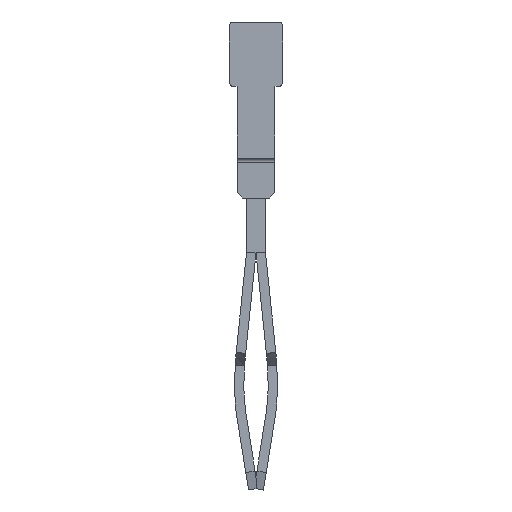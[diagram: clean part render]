
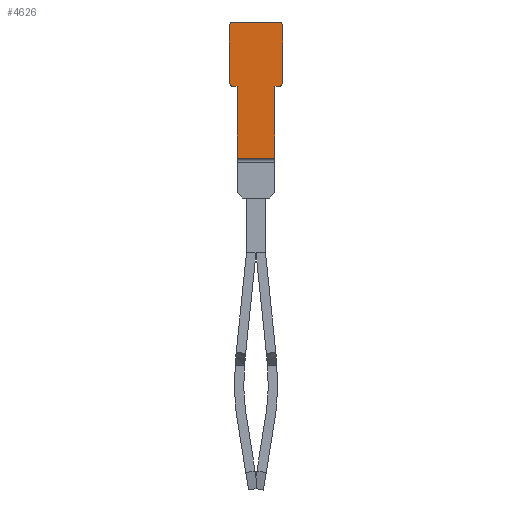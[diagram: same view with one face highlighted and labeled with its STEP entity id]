
A CAD part, left-side view. The second image highlights one B-rep face of the part: STEP entity #4626.
In plain terms, the highlighted planar face has unit normal (-1, 0, 0).
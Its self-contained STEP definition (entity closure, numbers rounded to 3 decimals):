
#2579=AXIS2_PLACEMENT_3D('Circle Axis2P3D',#2577,#2578,$) ;
#2673=AXIS2_PLACEMENT_3D('Circle Axis2P3D',#2671,#2672,$) ;
#2741=AXIS2_PLACEMENT_3D('Circle Axis2P3D',#2739,#2740,$) ;
#2803=AXIS2_PLACEMENT_3D('Circle Axis2P3D',#2801,#2802,$) ;
#4591=AXIS2_PLACEMENT_3D('Plane Axis2P3D',#4588,#4589,#4590) ;
#2558=CARTESIAN_POINT('Vertex',(0.,0.2,21.322)) ;
#2574=CARTESIAN_POINT('Vertex',(0.,0.,21.522)) ;
#2577=CARTESIAN_POINT('Axis2P3D Location',(0.,0.2,21.522)) ;
#2598=CARTESIAN_POINT('Vertex',(0.,0.,24.522)) ;
#2601=CARTESIAN_POINT('Line Origine',(0.,0.,23.022)) ;
#2668=CARTESIAN_POINT('Vertex',(0.,0.2,24.722)) ;
#2671=CARTESIAN_POINT('Axis2P3D Location',(0.,0.2,24.522)) ;
#2699=CARTESIAN_POINT('Vertex',(0.,2.6,24.722)) ;
#2702=CARTESIAN_POINT('Line Origine',(0.,1.4,24.722)) ;
#2736=CARTESIAN_POINT('Vertex',(0.,2.8,24.522)) ;
#2739=CARTESIAN_POINT('Axis2P3D Location',(0.,2.6,24.522)) ;
#2756=CARTESIAN_POINT('Line Origine',(0.,2.8,23.022)) ;
#2760=CARTESIAN_POINT('Vertex',(0.,2.8,21.522)) ;
#2798=CARTESIAN_POINT('Vertex',(0.,2.6,21.322)) ;
#2801=CARTESIAN_POINT('Axis2P3D Location',(0.,2.6,21.522)) ;
#2829=CARTESIAN_POINT('Vertex',(0.,2.4,21.322)) ;
#2832=CARTESIAN_POINT('Line Origine',(0.,2.5,21.322)) ;
#4573=CARTESIAN_POINT('Vertex',(0.,0.4,21.322)) ;
#4576=CARTESIAN_POINT('Line Origine',(0.,0.3,21.322)) ;
#4588=CARTESIAN_POINT('Axis2P3D Location',(0.,1.4,5.622)) ;
#4593=CARTESIAN_POINT('Line Origine',(0.,0.4,19.422)) ;
#4597=CARTESIAN_POINT('Vertex',(0.,0.4,17.522)) ;
#4600=CARTESIAN_POINT('Line Origine',(0.,2.4,19.422)) ;
#4604=CARTESIAN_POINT('Vertex',(0.,2.4,17.522)) ;
#4607=CARTESIAN_POINT('Line Origine',(0.,1.4,17.522)) ;
#2578=DIRECTION('Axis2P3D Direction',(-1.,0.,0.)) ;
#2602=DIRECTION('Vector Direction',(0.,0.,-1.)) ;
#2672=DIRECTION('Axis2P3D Direction',(-1.,0.,0.)) ;
#2703=DIRECTION('Vector Direction',(0.,-1.,0.)) ;
#2740=DIRECTION('Axis2P3D Direction',(-1.,0.,0.)) ;
#2757=DIRECTION('Vector Direction',(0.,0.,1.)) ;
#2802=DIRECTION('Axis2P3D Direction',(-1.,0.,0.)) ;
#2833=DIRECTION('Vector Direction',(0.,1.,0.)) ;
#4577=DIRECTION('Vector Direction',(0.,1.,0.)) ;
#4589=DIRECTION('Axis2P3D Direction',(-1.,0.,0.)) ;
#4590=DIRECTION('Axis2P3D XDirection',(0.,-1.,0.)) ;
#4594=DIRECTION('Vector Direction',(0.,0.,-1.)) ;
#4601=DIRECTION('Vector Direction',(0.,0.,1.)) ;
#4608=DIRECTION('Vector Direction',(0.,-1.,0.)) ;
#2603=VECTOR('Line Direction',#2602,1.) ;
#2704=VECTOR('Line Direction',#2703,1.) ;
#2758=VECTOR('Line Direction',#2757,1.) ;
#2834=VECTOR('Line Direction',#2833,1.) ;
#4578=VECTOR('Line Direction',#4577,1.) ;
#4595=VECTOR('Line Direction',#4594,1.) ;
#4602=VECTOR('Line Direction',#4601,1.) ;
#4609=VECTOR('Line Direction',#4608,1.) ;
#4613=ORIENTED_EDGE('',*,*,#4599,.T.) ;
#4614=ORIENTED_EDGE('',*,*,#4580,.T.) ;
#4615=ORIENTED_EDGE('',*,*,#2581,.T.) ;
#4616=ORIENTED_EDGE('',*,*,#2605,.T.) ;
#4617=ORIENTED_EDGE('',*,*,#2675,.T.) ;
#4618=ORIENTED_EDGE('',*,*,#2706,.T.) ;
#4619=ORIENTED_EDGE('',*,*,#2743,.T.) ;
#4620=ORIENTED_EDGE('',*,*,#2762,.T.) ;
#4621=ORIENTED_EDGE('',*,*,#2805,.T.) ;
#4622=ORIENTED_EDGE('',*,*,#2836,.T.) ;
#4623=ORIENTED_EDGE('',*,*,#4606,.T.) ;
#4624=ORIENTED_EDGE('',*,*,#4611,.F.) ;
#4626=ADVANCED_FACE('58451_ZQV_2-5N_KU',(#4625),#4592,.T.) ;
#2580=CIRCLE('generated circle',#2579,0.2) ;
#2674=CIRCLE('generated circle',#2673,0.2) ;
#2742=CIRCLE('generated circle',#2741,0.2) ;
#2804=CIRCLE('generated circle',#2803,0.2) ;
#2581=EDGE_CURVE('',#2559,#2575,#2580,.T.) ;
#2605=EDGE_CURVE('',#2575,#2599,#2604,.F.) ;
#2675=EDGE_CURVE('',#2599,#2669,#2674,.T.) ;
#2706=EDGE_CURVE('',#2669,#2700,#2705,.F.) ;
#2743=EDGE_CURVE('',#2700,#2737,#2742,.T.) ;
#2762=EDGE_CURVE('',#2737,#2761,#2759,.F.) ;
#2805=EDGE_CURVE('',#2761,#2799,#2804,.T.) ;
#2836=EDGE_CURVE('',#2799,#2830,#2835,.F.) ;
#4580=EDGE_CURVE('',#4574,#2559,#4579,.F.) ;
#4599=EDGE_CURVE('',#4598,#4574,#4596,.F.) ;
#4606=EDGE_CURVE('',#2830,#4605,#4603,.F.) ;
#4611=EDGE_CURVE('',#4598,#4605,#4610,.F.) ;
#4612=EDGE_LOOP('',(#4613,#4614,#4615,#4616,#4617,#4618,#4619,#4620,#4621,#4622,#4623,#4624)) ;
#4625=FACE_OUTER_BOUND('',#4612,.T.) ;
#2604=LINE('Line',#2601,#2603) ;
#2705=LINE('Line',#2702,#2704) ;
#2759=LINE('Line',#2756,#2758) ;
#2835=LINE('Line',#2832,#2834) ;
#4579=LINE('Line',#4576,#4578) ;
#4596=LINE('Line',#4593,#4595) ;
#4603=LINE('Line',#4600,#4602) ;
#4610=LINE('Line',#4607,#4609) ;
#4592=PLANE('',#4591) ;
#2559=VERTEX_POINT('',#2558) ;
#2575=VERTEX_POINT('',#2574) ;
#2599=VERTEX_POINT('',#2598) ;
#2669=VERTEX_POINT('',#2668) ;
#2700=VERTEX_POINT('',#2699) ;
#2737=VERTEX_POINT('',#2736) ;
#2761=VERTEX_POINT('',#2760) ;
#2799=VERTEX_POINT('',#2798) ;
#2830=VERTEX_POINT('',#2829) ;
#4574=VERTEX_POINT('',#4573) ;
#4598=VERTEX_POINT('',#4597) ;
#4605=VERTEX_POINT('',#4604) ;
